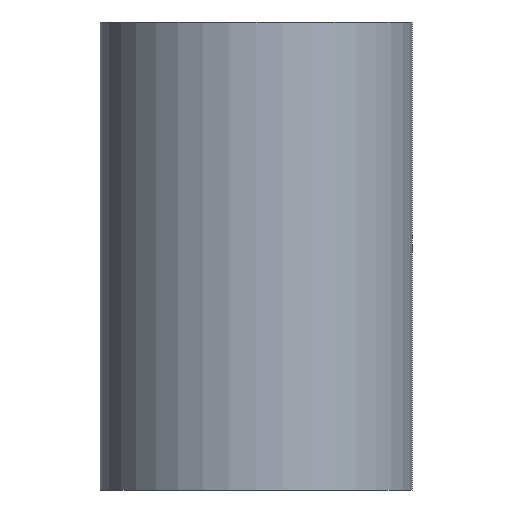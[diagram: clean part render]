
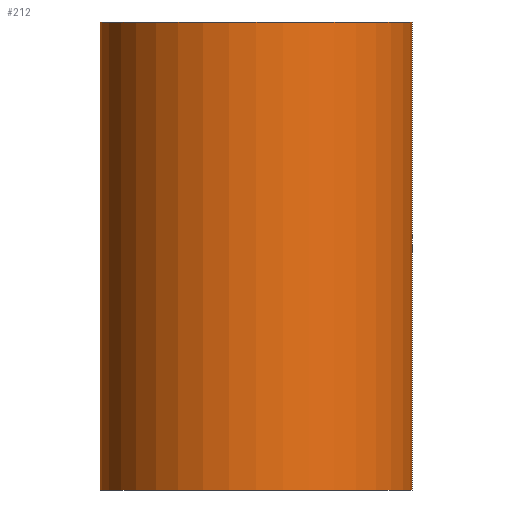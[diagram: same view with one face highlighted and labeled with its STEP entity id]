
A CAD part, front view. The second image highlights one B-rep face of the part: STEP entity #212.
In plain terms, the highlighted cylindrical face has radius 5 mm (diameter 10 mm), a partial arc.
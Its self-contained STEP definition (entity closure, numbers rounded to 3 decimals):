
#1 = AXIS2_PLACEMENT_3D ( 'NONE', #202, #103, #13 ) ;
#2 = VERTEX_POINT ( 'NONE', #71 ) ;
#13 = DIRECTION ( 'NONE',  ( 1., 0., 0. ) ) ;
#14 = CARTESIAN_POINT ( 'NONE',  ( 0., 0., 7.5 ) ) ;
#21 = EDGE_CURVE ( 'NONE', #2, #161, #97, .T. ) ;
#29 = AXIS2_PLACEMENT_3D ( 'NONE', #14, #122, #165 ) ;
#32 = DIRECTION ( 'NONE',  ( 0., 0., -1. ) ) ;
#34 = CIRCLE ( 'NONE', #1, 5. ) ;
#40 = CIRCLE ( 'NONE', #203, 5. ) ;
#50 = ORIENTED_EDGE ( 'NONE', *, *, #228, .T. ) ;
#58 = VECTOR ( 'NONE', #32, 1000. ) ;
#71 = CARTESIAN_POINT ( 'NONE',  ( -5., 0., 7.5 ) ) ;
#97 = LINE ( 'NONE', #140, #131 ) ;
#103 = DIRECTION ( 'NONE',  ( 0., 0., 1. ) ) ;
#109 = VERTEX_POINT ( 'NONE', #238 ) ;
#120 = CARTESIAN_POINT ( 'NONE',  ( 5., 0., -7.5 ) ) ;
#122 = DIRECTION ( 'NONE',  ( 0., 0., -1. ) ) ;
#123 = CARTESIAN_POINT ( 'NONE',  ( 5., 0., 7.5 ) ) ;
#124 = LINE ( 'NONE', #123, #58 ) ;
#131 = VECTOR ( 'NONE', #163, 1000. ) ;
#138 = EDGE_CURVE ( 'NONE', #109, #229, #124, .T. ) ;
#139 = ORIENTED_EDGE ( 'NONE', *, *, #21, .T. ) ;
#140 = CARTESIAN_POINT ( 'NONE',  ( -5., 0., 7.5 ) ) ;
#151 = FACE_OUTER_BOUND ( 'NONE', #209, .T. ) ;
#153 = ORIENTED_EDGE ( 'NONE', *, *, #168, .F. ) ;
#157 = CYLINDRICAL_SURFACE ( 'NONE', #29, 5. ) ;
#161 = VERTEX_POINT ( 'NONE', #185 ) ;
#163 = DIRECTION ( 'NONE',  ( 0., 0., -1. ) ) ;
#165 = DIRECTION ( 'NONE',  ( -1., 0., 0. ) ) ;
#166 = DIRECTION ( 'NONE',  ( 0., 0., 1. ) ) ;
#168 = EDGE_CURVE ( 'NONE', #2, #109, #34, .T. ) ;
#185 = CARTESIAN_POINT ( 'NONE',  ( -5., 0., -7.5 ) ) ;
#198 = ORIENTED_EDGE ( 'NONE', *, *, #138, .F. ) ;
#202 = CARTESIAN_POINT ( 'NONE',  ( 0., 0., 7.5 ) ) ;
#203 = AXIS2_PLACEMENT_3D ( 'NONE', #223, #166, #225 ) ;
#209 = EDGE_LOOP ( 'NONE', ( #198, #153, #139, #50 ) ) ;
#212 = ADVANCED_FACE ( 'NONE', ( #151 ), #157, .T. ) ;
#223 = CARTESIAN_POINT ( 'NONE',  ( 0., 0., -7.5 ) ) ;
#225 = DIRECTION ( 'NONE',  ( 1., 0., 0. ) ) ;
#228 = EDGE_CURVE ( 'NONE', #161, #229, #40, .T. ) ;
#229 = VERTEX_POINT ( 'NONE', #120 ) ;
#238 = CARTESIAN_POINT ( 'NONE',  ( 5., 0., 7.5 ) ) ;
